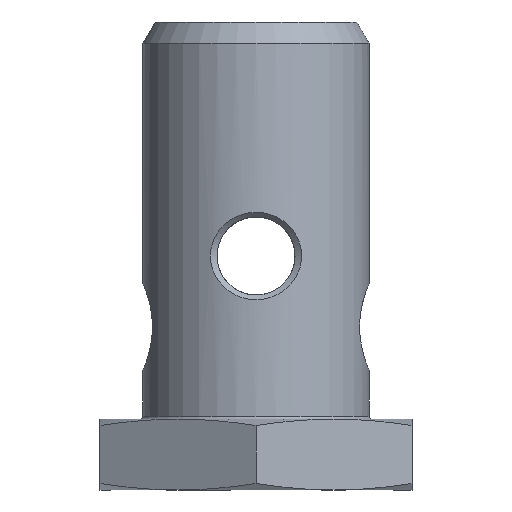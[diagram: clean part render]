
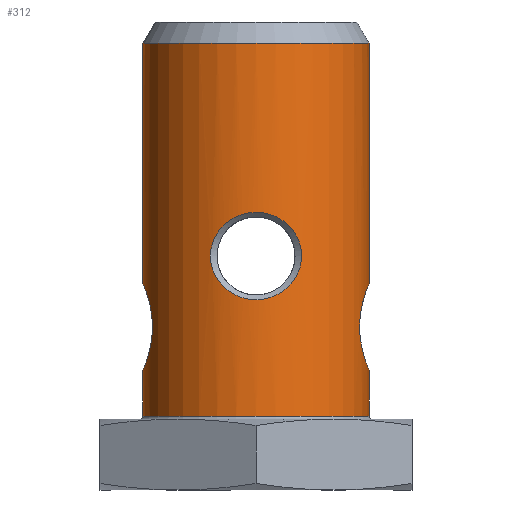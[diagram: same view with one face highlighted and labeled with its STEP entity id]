
A CAD part, front view. The second image highlights one B-rep face of the part: STEP entity #312.
In plain terms, the highlighted cylindrical face has radius 7.98 mm (diameter 15.96 mm), a full revolution.
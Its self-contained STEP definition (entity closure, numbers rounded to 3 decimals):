
#145=CARTESIAN_POINT('',(-3.214,-7.304,11.5));
#146=VERTEX_POINT('',#145);
#179=CARTESIAN_POINT('',(-3.214,-7.304,11.5));
#180=CARTESIAN_POINT('',(-3.214,-7.304,11.346));
#181=CARTESIAN_POINT('',(-3.197,-7.312,11.014));
#182=CARTESIAN_POINT('',(-2.99,-7.402,10.268));
#183=CARTESIAN_POINT('',(-2.549,-7.568,9.577));
#184=CARTESIAN_POINT('',(-1.849,-7.78,8.911));
#185=CARTESIAN_POINT('',(-0.755,-7.988,8.4));
#186=CARTESIAN_POINT('',(1.263,-7.996,8.397));
#187=CARTESIAN_POINT('',(2.878,-7.466,9.641));
#188=CARTESIAN_POINT('',(3.326,-7.249,11.5));
#189=CARTESIAN_POINT('',(2.88,-7.469,13.358));
#190=CARTESIAN_POINT('',(1.26,-7.994,14.604));
#191=CARTESIAN_POINT('',(-0.756,-7.988,14.599));
#192=CARTESIAN_POINT('',(-1.848,-7.78,14.09));
#193=CARTESIAN_POINT('',(-2.549,-7.568,13.423));
#194=CARTESIAN_POINT('',(-2.99,-7.402,12.732));
#195=CARTESIAN_POINT('',(-3.197,-7.311,11.986));
#196=CARTESIAN_POINT('',(-3.214,-7.304,11.654));
#197=CARTESIAN_POINT('',(-3.214,-7.304,11.5));
#198=B_SPLINE_CURVE_WITH_KNOTS('',3,(#179,#180,#181,#182,#183,#184,#185,#186,#187,#188,#189,#190,#191,#192,#193,#194,#195,#196,#197),.UNSPECIFIED.,.T.,.U.,(4,1,1,1,1,1,1,1,1,1,1,1,1,1,1,1,4),(-1.944,-1.875,-1.805,-1.736,-1.667,-1.528,-1.389,-1.111,-0.972,-0.833,-0.556,-0.417,-0.278,-0.208,-0.139,-0.069,0.0),.UNSPECIFIED.);
#199=EDGE_CURVE('',#146,#146,#198,.T.);
#204=CARTESIAN_POINT('',(0.0,0.0,0.0));
#205=DIRECTION('',(0.0,0.0,1.0));
#206=DIRECTION('',(-1.0,0.0,0.0));
#207=AXIS2_PLACEMENT_3D('',#204,#205,#206);
#208=CYLINDRICAL_SURFACE('',#207,7.98);
#209=CARTESIAN_POINT('',(7.98,0.,0.2));
#210=VERTEX_POINT('',#209);
#211=CARTESIAN_POINT('',(0.0,0.0,0.2));
#212=DIRECTION('',(0.0,0.0,-1.0));
#213=DIRECTION('',(-1.0,0.0,0.0));
#214=AXIS2_PLACEMENT_3D('',#211,#212,#213);
#215=CIRCLE('',#214,7.98);
#216=EDGE_CURVE('',#210,#210,#215,.T.);
#217=ORIENTED_EDGE('',*,*,#216,.F.);
#218=EDGE_LOOP('',(#217));
#219=FACE_OUTER_BOUND('',#218,.T.);
#220=CARTESIAN_POINT('',(-3.214,7.304,11.5));
#221=VERTEX_POINT('',#220);
#222=CARTESIAN_POINT('',(-3.214,7.304,11.5));
#223=CARTESIAN_POINT('',(-3.214,7.304,11.654));
#224=CARTESIAN_POINT('',(-3.197,7.312,11.986));
#225=CARTESIAN_POINT('',(-2.99,7.402,12.732));
#226=CARTESIAN_POINT('',(-2.549,7.568,13.423));
#227=CARTESIAN_POINT('',(-1.849,7.78,14.089));
#228=CARTESIAN_POINT('',(-0.755,7.988,14.6));
#229=CARTESIAN_POINT('',(1.263,7.996,14.603));
#230=CARTESIAN_POINT('',(2.878,7.466,13.359));
#231=CARTESIAN_POINT('',(3.326,7.249,11.5));
#232=CARTESIAN_POINT('',(2.88,7.469,9.641));
#233=CARTESIAN_POINT('',(1.261,7.994,8.397));
#234=CARTESIAN_POINT('',(-0.755,7.988,8.4));
#235=CARTESIAN_POINT('',(-1.849,7.78,8.911));
#236=CARTESIAN_POINT('',(-2.549,7.568,9.577));
#237=CARTESIAN_POINT('',(-2.99,7.402,10.268));
#238=CARTESIAN_POINT('',(-3.197,7.311,11.014));
#239=CARTESIAN_POINT('',(-3.214,7.304,11.346));
#240=CARTESIAN_POINT('',(-3.214,7.304,11.5));
#241=B_SPLINE_CURVE_WITH_KNOTS('',3,(#222,#223,#224,#225,#226,#227,#228,#229,#230,#231,#232,#233,#234,#235,#236,#237,#238,#239,#240),.UNSPECIFIED.,.T.,.U.,(4,1,1,1,1,1,1,1,1,1,1,1,1,1,1,1,4),(-1.944,-1.875,-1.805,-1.736,-1.667,-1.528,-1.389,-1.111,-0.972,-0.833,-0.556,-0.417,-0.278,-0.208,-0.139,-0.069,0.0),.UNSPECIFIED.);
#242=EDGE_CURVE('',#221,#221,#241,.T.);
#243=ORIENTED_EDGE('',*,*,#242,.F.);
#244=EDGE_LOOP('',(#243));
#245=FACE_BOUND('',#244,.T.);
#246=CARTESIAN_POINT('',(7.304,3.214,6.5));
#247=VERTEX_POINT('',#246);
#248=CARTESIAN_POINT('',(7.304,3.214,6.5));
#249=CARTESIAN_POINT('',(7.304,3.214,6.654));
#250=CARTESIAN_POINT('',(7.312,3.197,6.986));
#251=CARTESIAN_POINT('',(7.402,2.99,7.732));
#252=CARTESIAN_POINT('',(7.568,2.549,8.423));
#253=CARTESIAN_POINT('',(7.78,1.849,9.089));
#254=CARTESIAN_POINT('',(7.988,0.755,9.6));
#255=CARTESIAN_POINT('',(7.996,-1.263,9.603));
#256=CARTESIAN_POINT('',(7.466,-2.878,8.359));
#257=CARTESIAN_POINT('',(7.249,-3.326,6.5));
#258=CARTESIAN_POINT('',(7.469,-2.88,4.641));
#259=CARTESIAN_POINT('',(7.994,-1.261,3.397));
#260=CARTESIAN_POINT('',(7.988,0.755,3.4));
#261=CARTESIAN_POINT('',(7.78,1.849,3.911));
#262=CARTESIAN_POINT('',(7.568,2.549,4.577));
#263=CARTESIAN_POINT('',(7.402,2.99,5.268));
#264=CARTESIAN_POINT('',(7.311,3.197,6.014));
#265=CARTESIAN_POINT('',(7.304,3.214,6.346));
#266=CARTESIAN_POINT('',(7.304,3.214,6.5));
#267=B_SPLINE_CURVE_WITH_KNOTS('',3,(#248,#249,#250,#251,#252,#253,#254,#255,#256,#257,#258,#259,#260,#261,#262,#263,#264,#265,#266),.UNSPECIFIED.,.T.,.U.,(4,1,1,1,1,1,1,1,1,1,1,1,1,1,1,1,4),(-1.944,-1.875,-1.805,-1.736,-1.667,-1.528,-1.389,-1.111,-0.972,-0.833,-0.556,-0.417,-0.278,-0.208,-0.139,-0.069,0.0),.UNSPECIFIED.);
#268=EDGE_CURVE('',#247,#247,#267,.T.);
#269=ORIENTED_EDGE('',*,*,#268,.F.);
#270=EDGE_LOOP('',(#269));
#271=FACE_BOUND('',#270,.T.);
#272=CARTESIAN_POINT('',(7.98,0.,26.5));
#273=VERTEX_POINT('',#272);
#274=CARTESIAN_POINT('',(0.0,0.0,26.5));
#275=DIRECTION('',(0.0,0.0,1.0));
#276=DIRECTION('',(-1.0,0.0,0.0));
#277=AXIS2_PLACEMENT_3D('',#274,#275,#276);
#278=CIRCLE('',#277,7.98);
#279=EDGE_CURVE('',#273,#273,#278,.T.);
#280=ORIENTED_EDGE('',*,*,#279,.F.);
#281=EDGE_LOOP('',(#280));
#282=FACE_BOUND('',#281,.T.);
#283=CARTESIAN_POINT('',(-7.304,3.214,6.5));
#284=VERTEX_POINT('',#283);
#285=CARTESIAN_POINT('',(-7.304,3.214,6.5));
#286=CARTESIAN_POINT('',(-7.304,3.214,6.346));
#287=CARTESIAN_POINT('',(-7.312,3.197,6.014));
#288=CARTESIAN_POINT('',(-7.402,2.99,5.268));
#289=CARTESIAN_POINT('',(-7.568,2.549,4.577));
#290=CARTESIAN_POINT('',(-7.78,1.849,3.911));
#291=CARTESIAN_POINT('',(-7.988,0.755,3.4));
#292=CARTESIAN_POINT('',(-7.996,-1.263,3.397));
#293=CARTESIAN_POINT('',(-7.466,-2.878,4.641));
#294=CARTESIAN_POINT('',(-7.249,-3.326,6.5));
#295=CARTESIAN_POINT('',(-7.469,-2.88,8.359));
#296=CARTESIAN_POINT('',(-7.994,-1.261,9.603));
#297=CARTESIAN_POINT('',(-7.988,0.755,9.6));
#298=CARTESIAN_POINT('',(-7.78,1.849,9.089));
#299=CARTESIAN_POINT('',(-7.568,2.549,8.423));
#300=CARTESIAN_POINT('',(-7.402,2.99,7.732));
#301=CARTESIAN_POINT('',(-7.311,3.197,6.986));
#302=CARTESIAN_POINT('',(-7.304,3.214,6.654));
#303=CARTESIAN_POINT('',(-7.304,3.214,6.5));
#304=B_SPLINE_CURVE_WITH_KNOTS('',3,(#285,#286,#287,#288,#289,#290,#291,#292,#293,#294,#295,#296,#297,#298,#299,#300,#301,#302,#303),.UNSPECIFIED.,.T.,.U.,(4,1,1,1,1,1,1,1,1,1,1,1,1,1,1,1,4),(-1.944,-1.875,-1.805,-1.736,-1.667,-1.528,-1.389,-1.111,-0.972,-0.833,-0.556,-0.417,-0.278,-0.208,-0.139,-0.069,0.0),.UNSPECIFIED.);
#305=EDGE_CURVE('',#284,#284,#304,.T.);
#306=ORIENTED_EDGE('',*,*,#305,.F.);
#307=EDGE_LOOP('',(#306));
#308=FACE_BOUND('',#307,.T.);
#309=ORIENTED_EDGE('',*,*,#199,.F.);
#310=EDGE_LOOP('',(#309));
#311=FACE_BOUND('',#310,.T.);
#312=ADVANCED_FACE('',(#219,#245,#271,#282,#308,#311),#208,.T.);
